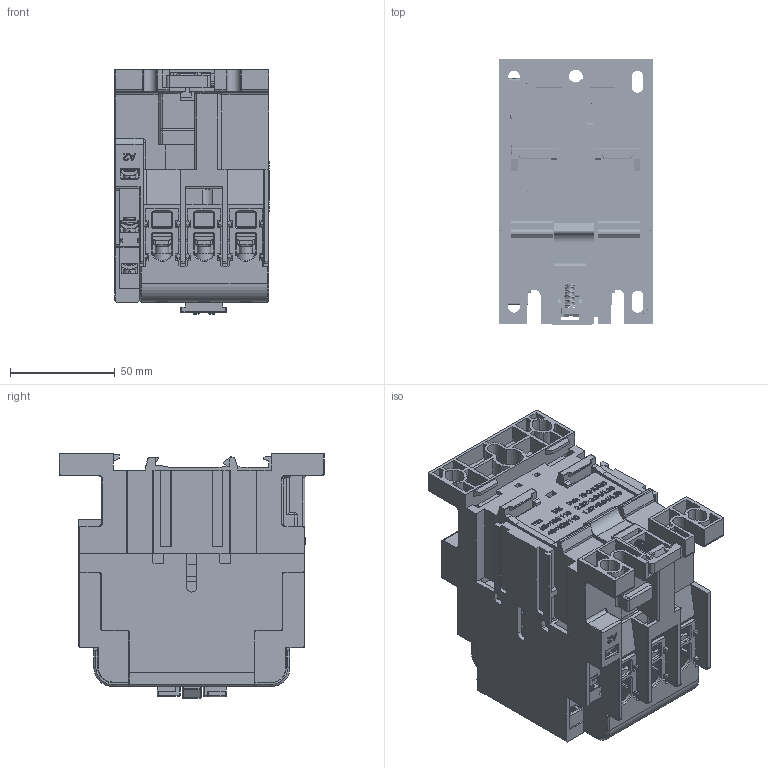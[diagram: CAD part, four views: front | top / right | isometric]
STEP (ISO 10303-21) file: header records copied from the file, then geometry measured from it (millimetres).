
FILE_DESCRIPTION((''),'2;1');
FILE_NAME('2400022000_SW0001','2020-06-03T',('yanran.zhu'),(''),'PRO/ENGINEER BY PARAMETRIC TECHNOLOGY CORPORATION, 2015440','PRO/ENGINEER BY PARAMETRIC TECHNOLOGY CORPORATION, 2015440','');
FILE_SCHEMA(('CONFIG_CONTROL_DESIGN'));
Products named in the file (1): 2400022000_SW0001
Bounding box: 73.9 x 126.8 x 116.7 mm (x, y, z)
Volume: 527950.3 mm3; surface area: 183383.5 mm2
Topology: 13 solids, 16 shells, 7137 faces, 19773 edges, 12653 vertices
Faces by surface type: plane 4449, cylinder 1372, extrusion 726, cone 208, bspline 160, torus 149, sphere 73
Entity records: 250096 total; most frequent: CARTESIAN_POINT 70164, ORIENTED_EDGE 39522, DIRECTION 33876, EDGE_CURVE 19761, VECTOR 14874, LINE 14148, VERTEX_POINT 12653, AXIS2_PLACEMENT_3D 9501
